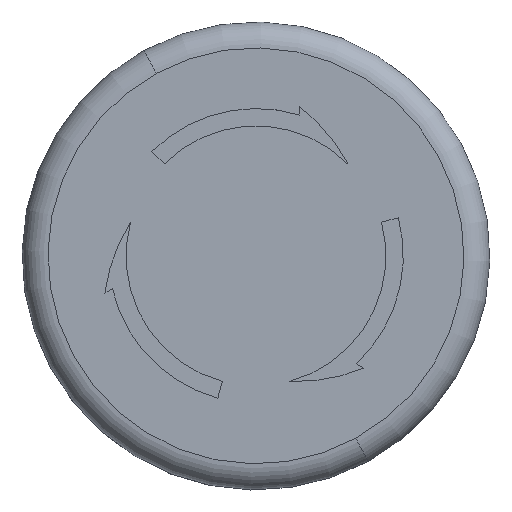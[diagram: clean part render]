
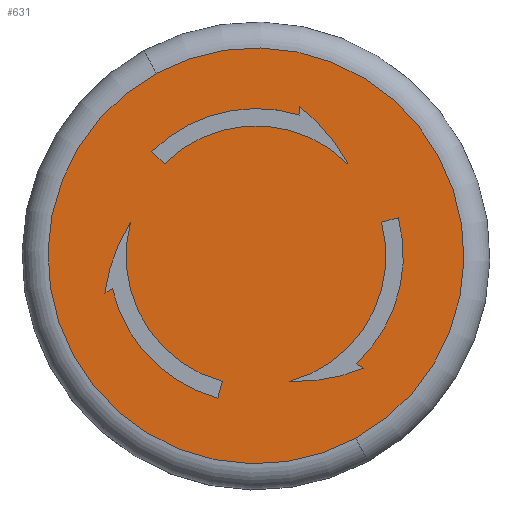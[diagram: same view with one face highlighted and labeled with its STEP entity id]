
A CAD part, top view. The second image highlights one B-rep face of the part: STEP entity #631.
In plain terms, the highlighted planar face has unit normal (0, 0, 1).
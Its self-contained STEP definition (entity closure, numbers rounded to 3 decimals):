
#410 = VERTEX_POINT('',#411);
#411 = CARTESIAN_POINT('',(5.753,-10.531,32.5));
#420 = VERTEX_POINT('',#421);
#421 = CARTESIAN_POINT('',(-5.753,10.531,32.5));
#428 = EDGE_CURVE('',#410,#420,#429,.T.);
#429 = CIRCLE('',#430,12.);
#430 = AXIS2_PLACEMENT_3D('',#431,#432,#433);
#431 = CARTESIAN_POINT('',(0.,0.,32.5));
#432 = DIRECTION('',(0.,0.,1.));
#433 = DIRECTION('',(1.,0.,0.));
#443 = EDGE_CURVE('',#420,#410,#444,.T.);
#444 = CIRCLE('',#445,12.);
#445 = AXIS2_PLACEMENT_3D('',#446,#447,#448);
#446 = CARTESIAN_POINT('',(0.,0.,32.5));
#447 = DIRECTION('',(0.,0.,1.));
#448 = DIRECTION('',(1.,0.,-0.));
#473 = VERTEX_POINT('',#474);
#474 = CARTESIAN_POINT('',(2.5,8.624,32.5));
#480 = EDGE_CURVE('',#481,#473,#483,.T.);
#481 = VERTEX_POINT('',#482);
#482 = CARTESIAN_POINT('',(5.303,5.303,32.5));
#483 = CIRCLE('',#484,10.);
#484 = AXIS2_PLACEMENT_3D('',#485,#486,#487);
#485 = CARTESIAN_POINT('',(-3.557,0.667,32.5));
#486 = DIRECTION('',(0.,0.,1.));
#487 = DIRECTION('',(1.,0.,-0.));
#506 = VERTEX_POINT('',#507);
#507 = CARTESIAN_POINT('',(-5.303,5.303,32.5));
#513 = EDGE_CURVE('',#481,#506,#514,.T.);
#514 = CIRCLE('',#515,7.5);
#515 = AXIS2_PLACEMENT_3D('',#516,#517,#518);
#516 = CARTESIAN_POINT('',(0.,0.,32.5));
#517 = DIRECTION('',(0.,0.,1.));
#518 = DIRECTION('',(1.,0.,-0.));
#537 = EDGE_CURVE('',#473,#538,#540,.T.);
#538 = VERTEX_POINT('',#539);
#539 = CARTESIAN_POINT('',(2.5,8.124,32.5));
#540 = LINE('',#541,#542);
#541 = CARTESIAN_POINT('',(2.5,8.374,32.5));
#542 = VECTOR('',#543,1.);
#543 = DIRECTION('',(0.,-1.,0.));
#594 = VERTEX_POINT('',#595);
#595 = CARTESIAN_POINT('',(-6.01,6.01,32.5));
#601 = EDGE_CURVE('',#506,#594,#602,.T.);
#602 = LINE('',#603,#604);
#603 = CARTESIAN_POINT('',(-5.657,5.657,32.5));
#604 = VECTOR('',#605,1.);
#605 = DIRECTION('',(-0.707,0.707,0.));
#619 = EDGE_CURVE('',#538,#594,#620,.T.);
#620 = CIRCLE('',#621,8.5);
#621 = AXIS2_PLACEMENT_3D('',#622,#623,#624);
#622 = CARTESIAN_POINT('',(0.,0.,32.5));
#623 = DIRECTION('',(0.,0.,1.));
#624 = DIRECTION('',(1.,0.,-0.));
#631 = ADVANCED_FACE('',(#632,#636,#643,#688),#733,.T.);
#632 = FACE_BOUND('',#633,.T.);
#633 = EDGE_LOOP('',(#634,#635));
#634 = ORIENTED_EDGE('',*,*,#428,.T.);
#635 = ORIENTED_EDGE('',*,*,#443,.T.);
#636 = FACE_BOUND('',#637,.T.);
#637 = EDGE_LOOP('',(#638,#639,#640,#641,#642));
#638 = ORIENTED_EDGE('',*,*,#601,.T.);
#639 = ORIENTED_EDGE('',*,*,#619,.F.);
#640 = ORIENTED_EDGE('',*,*,#537,.F.);
#641 = ORIENTED_EDGE('',*,*,#480,.F.);
#642 = ORIENTED_EDGE('',*,*,#513,.T.);
#643 = FACE_BOUND('',#644,.T.);
#644 = EDGE_LOOP('',(#645,#655,#664,#672,#681));
#645 = ORIENTED_EDGE('',*,*,#646,.T.);
#646 = EDGE_CURVE('',#647,#649,#651,.T.);
#647 = VERTEX_POINT('',#648);
#648 = CARTESIAN_POINT('',(-1.941,-7.244,32.5));
#649 = VERTEX_POINT('',#650);
#650 = CARTESIAN_POINT('',(-2.2,-8.21,32.5));
#651 = LINE('',#652,#653);
#652 = CARTESIAN_POINT('',(-2.071,-7.727,32.5));
#653 = VECTOR('',#654,1.);
#654 = DIRECTION('',(-0.259,-0.966,0.));
#655 = ORIENTED_EDGE('',*,*,#656,.F.);
#656 = EDGE_CURVE('',#657,#649,#659,.T.);
#657 = VERTEX_POINT('',#658);
#658 = CARTESIAN_POINT('',(-8.286,-1.897,32.5));
#659 = CIRCLE('',#660,8.5);
#660 = AXIS2_PLACEMENT_3D('',#661,#662,#663);
#661 = CARTESIAN_POINT('',(0.,0.,32.5));
#662 = DIRECTION('',(0.,0.,1.));
#663 = DIRECTION('',(1.,0.,-0.));
#664 = ORIENTED_EDGE('',*,*,#665,.F.);
#665 = EDGE_CURVE('',#666,#657,#668,.T.);
#666 = VERTEX_POINT('',#667);
#667 = CARTESIAN_POINT('',(-8.719,-2.147,32.5));
#668 = LINE('',#669,#670);
#669 = CARTESIAN_POINT('',(-8.502,-2.022,32.5));
#670 = VECTOR('',#671,1.);
#671 = DIRECTION('',(0.866,0.5,0.));
#672 = ORIENTED_EDGE('',*,*,#673,.F.);
#673 = EDGE_CURVE('',#674,#666,#676,.T.);
#674 = VERTEX_POINT('',#675);
#675 = CARTESIAN_POINT('',(-7.244,1.941,32.5));
#676 = CIRCLE('',#677,10.);
#677 = AXIS2_PLACEMENT_3D('',#678,#679,#680);
#678 = CARTESIAN_POINT('',(1.201,-3.414,32.5));
#679 = DIRECTION('',(0.,0.,1.));
#680 = DIRECTION('',(1.,0.,-0.));
#681 = ORIENTED_EDGE('',*,*,#682,.T.);
#682 = EDGE_CURVE('',#674,#647,#683,.T.);
#683 = CIRCLE('',#684,7.5);
#684 = AXIS2_PLACEMENT_3D('',#685,#686,#687);
#685 = CARTESIAN_POINT('',(0.,0.,32.5));
#686 = DIRECTION('',(0.,0.,1.));
#687 = DIRECTION('',(1.,0.,-0.));
#688 = FACE_BOUND('',#689,.T.);
#689 = EDGE_LOOP('',(#690,#700,#709,#717,#726));
#690 = ORIENTED_EDGE('',*,*,#691,.T.);
#691 = EDGE_CURVE('',#692,#694,#696,.T.);
#692 = VERTEX_POINT('',#693);
#693 = CARTESIAN_POINT('',(7.244,1.941,32.5));
#694 = VERTEX_POINT('',#695);
#695 = CARTESIAN_POINT('',(8.21,2.2,32.5));
#696 = LINE('',#697,#698);
#697 = CARTESIAN_POINT('',(7.727,2.071,32.5));
#698 = VECTOR('',#699,1.);
#699 = DIRECTION('',(0.966,0.259,0.));
#700 = ORIENTED_EDGE('',*,*,#701,.F.);
#701 = EDGE_CURVE('',#702,#694,#704,.T.);
#702 = VERTEX_POINT('',#703);
#703 = CARTESIAN_POINT('',(5.786,-6.227,32.5));
#704 = CIRCLE('',#705,8.5);
#705 = AXIS2_PLACEMENT_3D('',#706,#707,#708);
#706 = CARTESIAN_POINT('',(0.,0.,32.5));
#707 = DIRECTION('',(0.,0.,1.));
#708 = DIRECTION('',(1.,0.,-0.));
#709 = ORIENTED_EDGE('',*,*,#710,.F.);
#710 = EDGE_CURVE('',#711,#702,#713,.T.);
#711 = VERTEX_POINT('',#712);
#712 = CARTESIAN_POINT('',(6.219,-6.477,32.5));
#713 = LINE('',#714,#715);
#714 = CARTESIAN_POINT('',(6.002,-6.352,32.5));
#715 = VECTOR('',#716,1.);
#716 = DIRECTION('',(-0.866,0.5,0.));
#717 = ORIENTED_EDGE('',*,*,#718,.F.);
#718 = EDGE_CURVE('',#719,#711,#721,.T.);
#719 = VERTEX_POINT('',#720);
#720 = CARTESIAN_POINT('',(1.941,-7.244,32.5));
#721 = CIRCLE('',#722,10.);
#722 = AXIS2_PLACEMENT_3D('',#723,#724,#725);
#723 = CARTESIAN_POINT('',(2.356,2.747,32.5));
#724 = DIRECTION('',(0.,0.,1.));
#725 = DIRECTION('',(1.,0.,-0.));
#726 = ORIENTED_EDGE('',*,*,#727,.T.);
#727 = EDGE_CURVE('',#719,#692,#728,.T.);
#728 = CIRCLE('',#729,7.5);
#729 = AXIS2_PLACEMENT_3D('',#730,#731,#732);
#730 = CARTESIAN_POINT('',(0.,0.,32.5));
#731 = DIRECTION('',(0.,0.,1.));
#732 = DIRECTION('',(1.,0.,-0.));
#733 = PLANE('',#734);
#734 = AXIS2_PLACEMENT_3D('',#735,#736,#737);
#735 = CARTESIAN_POINT('',(0.,13.5,32.5));
#736 = DIRECTION('',(0.,0.,1.));
#737 = DIRECTION('',(1.,0.,-0.));
